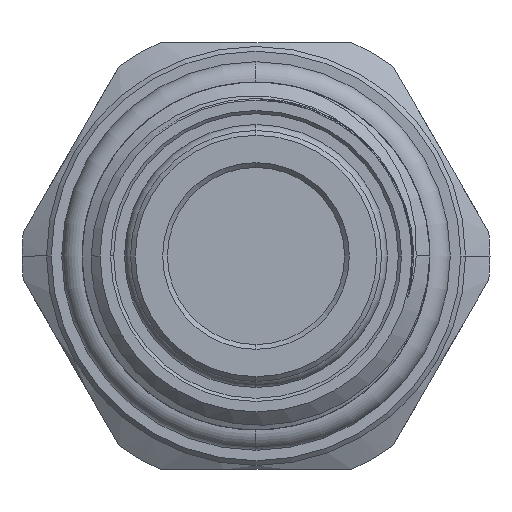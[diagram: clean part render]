
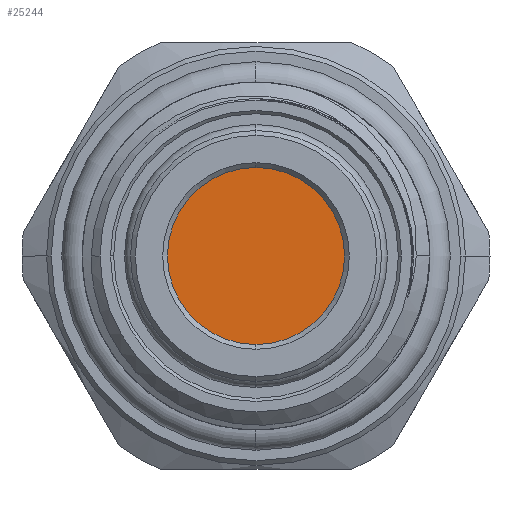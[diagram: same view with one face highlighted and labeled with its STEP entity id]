
A CAD part, left-side view. The second image highlights one B-rep face of the part: STEP entity #25244.
In plain terms, the highlighted planar face has unit normal (-1, 0, 0).
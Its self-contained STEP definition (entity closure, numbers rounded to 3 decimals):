
#1589 = VERTEX_POINT ( 'NONE', #3684 ) ;
#1682 = AXIS2_PLACEMENT_3D ( 'NONE', #14482, #6533, #17260 ) ;
#3684 = CARTESIAN_POINT ( 'NONE',  ( -21., 0., -5.6 ) ) ;
#4214 = FACE_OUTER_BOUND ( 'NONE', #9709, .T. ) ;
#5532 = CARTESIAN_POINT ( 'NONE',  ( -21., 0., 0. ) ) ;
#6533 = DIRECTION ( 'NONE',  ( 1., 0., 0. ) ) ;
#6751 = EDGE_CURVE ( 'NONE', #11951, #1589, #33166, .T. ) ;
#6806 = AXIS2_PLACEMENT_3D ( 'NONE', #21690, #10364, #35304 ) ;
#9709 = EDGE_LOOP ( 'NONE', ( #28453, #21719 ) ) ;
#10364 = DIRECTION ( 'NONE',  ( 1., 0., 0. ) ) ;
#11951 = VERTEX_POINT ( 'NONE', #32471 ) ;
#13418 = CIRCLE ( 'NONE', #14084, 5.6 ) ;
#14084 = AXIS2_PLACEMENT_3D ( 'NONE', #5532, #24775, #27193 ) ;
#14482 = CARTESIAN_POINT ( 'NONE',  ( -21., 0., 0. ) ) ;
#17260 = DIRECTION ( 'NONE',  ( 0., 0., -1. ) ) ;
#21690 = CARTESIAN_POINT ( 'NONE',  ( -21., 0., 0. ) ) ;
#21719 = ORIENTED_EDGE ( 'NONE', *, *, #22127, .F. ) ;
#22127 = EDGE_CURVE ( 'NONE', #1589, #11951, #13418, .T. ) ;
#22996 = PLANE ( 'NONE',  #1682 ) ;
#24775 = DIRECTION ( 'NONE',  ( 1., 0., 0. ) ) ;
#25244 = ADVANCED_FACE ( 'NONE', ( #4214 ), #22996, .F. ) ;
#27193 = DIRECTION ( 'NONE',  ( 0., 0., -1. ) ) ;
#28453 = ORIENTED_EDGE ( 'NONE', *, *, #6751, .F. ) ;
#32471 = CARTESIAN_POINT ( 'NONE',  ( -21., 0., 5.6 ) ) ;
#33166 = CIRCLE ( 'NONE', #6806, 5.6 ) ;
#35304 = DIRECTION ( 'NONE',  ( 0., 0., -1. ) ) ;
